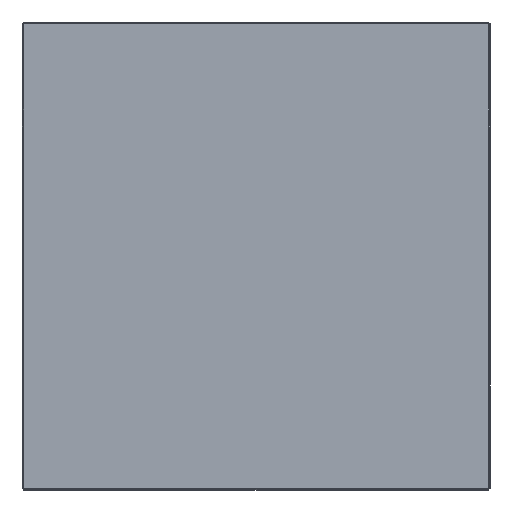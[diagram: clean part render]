
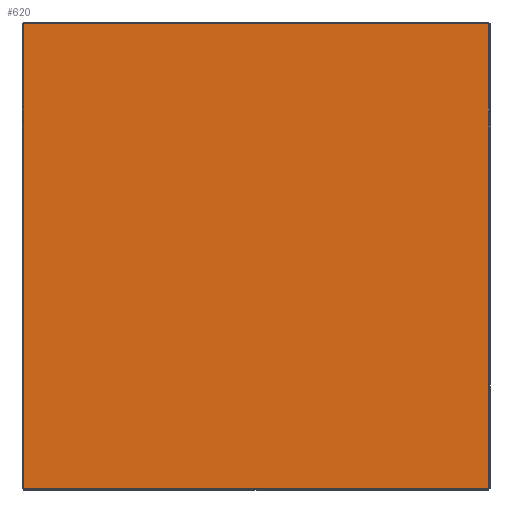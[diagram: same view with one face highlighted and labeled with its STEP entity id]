
A CAD part, left-side view. The second image highlights one B-rep face of the part: STEP entity #620.
In plain terms, the highlighted planar face has unit normal (-1, 0, 0).
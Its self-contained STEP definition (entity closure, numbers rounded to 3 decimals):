
#69 = CARTESIAN_POINT ( 'NONE',  ( 0., 50.8, -21.625 ) ) ;
#74 = EDGE_CURVE ( 'NONE', #565, #597, #869, .T. ) ;
#80 = CARTESIAN_POINT ( 'NONE',  ( 0., 50.8, 28.975 ) ) ;
#146 = CARTESIAN_POINT ( 'NONE',  ( 0., 50.8, -21.483 ) ) ;
#185 = PLANE ( 'NONE',  #501 ) ;
#194 = CARTESIAN_POINT ( 'NONE',  ( 0., 0.2, -21.625 ) ) ;
#208 = ORIENTED_EDGE ( 'NONE', *, *, #319, .T. ) ;
#216 = DIRECTION ( 'NONE',  ( 0., 0., 1. ) ) ;
#234 = VECTOR ( 'NONE', #705, 1000. ) ;
#313 = CARTESIAN_POINT ( 'NONE',  ( 0., 50.6, -21.625 ) ) ;
#319 = EDGE_CURVE ( 'NONE', #683, #1041, #633, .T. ) ;
#330 = VECTOR ( 'NONE', #216, 1000. ) ;
#356 = EDGE_LOOP ( 'NONE', ( #994, #208, #1259, #937 ) ) ;
#375 = FACE_OUTER_BOUND ( 'NONE', #356, .T. ) ;
#393 = VECTOR ( 'NONE', #1274, 1000. ) ;
#447 = VECTOR ( 'NONE', #1054, 1000. ) ;
#501 = AXIS2_PLACEMENT_3D ( 'NONE', #69, #861, #548 ) ;
#548 = DIRECTION ( 'NONE',  ( 0., 0., -1. ) ) ;
#565 = VERTEX_POINT ( 'NONE', #1020 ) ;
#584 = EDGE_CURVE ( 'NONE', #597, #683, #613, .T. ) ;
#589 = LINE ( 'NONE', #194, #330 ) ;
#597 = VERTEX_POINT ( 'NONE', #718 ) ;
#613 = LINE ( 'NONE', #313, #234 ) ;
#620 = ADVANCED_FACE ( 'NONE', ( #375 ), #185, .F. ) ;
#633 = LINE ( 'NONE', #146, #447 ) ;
#683 = VERTEX_POINT ( 'NONE', #1275 ) ;
#705 = DIRECTION ( 'NONE',  ( 0., 0., -1. ) ) ;
#718 = CARTESIAN_POINT ( 'NONE',  ( 0., 50.6, 28.975 ) ) ;
#861 = DIRECTION ( 'NONE',  ( 1., 0., 0. ) ) ;
#869 = LINE ( 'NONE', #80, #393 ) ;
#937 = ORIENTED_EDGE ( 'NONE', *, *, #74, .T. ) ;
#993 = EDGE_CURVE ( 'NONE', #1041, #565, #589, .T. ) ;
#994 = ORIENTED_EDGE ( 'NONE', *, *, #584, .T. ) ;
#1020 = CARTESIAN_POINT ( 'NONE',  ( 0., 0.2, 28.975 ) ) ;
#1041 = VERTEX_POINT ( 'NONE', #1083 ) ;
#1054 = DIRECTION ( 'NONE',  ( 0., -1., 0. ) ) ;
#1083 = CARTESIAN_POINT ( 'NONE',  ( 0., 0.2, -21.483 ) ) ;
#1259 = ORIENTED_EDGE ( 'NONE', *, *, #993, .T. ) ;
#1274 = DIRECTION ( 'NONE',  ( 0., 1., 0. ) ) ;
#1275 = CARTESIAN_POINT ( 'NONE',  ( 0., 50.6, -21.483 ) ) ;
